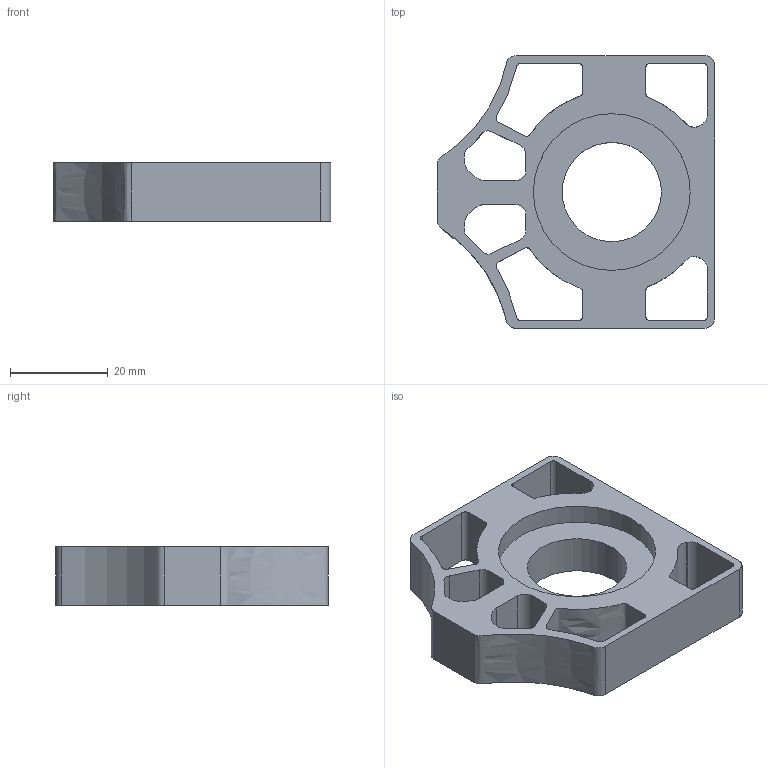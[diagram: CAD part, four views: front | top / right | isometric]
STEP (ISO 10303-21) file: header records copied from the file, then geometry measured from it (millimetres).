
FILE_DESCRIPTION(/* description */ (''),/* implementation_level */ '2;1');
FILE_NAME(/* name */ 'tend-2.step',/* time_stamp */ '2021-11-03T10:53:28+01:00',/* author */ (''),/* organization */ (''),/* preprocessor_version */ 'ST-DEVELOPER v18.1',/* originating_system */ 'Autodesk Translation Framework v9.7.1.1290',/* authorisation */ '');
FILE_SCHEMA (('AUTOMOTIVE_DESIGN { 1 0 10303 214 3 1 1 }'));
Length unit declared in the file: millimetre
Products named in the file (1): Tendeur PC droite
Bounding box: 56.62 x 55.63 x 12 mm (x, y, z)
Volume: 18003.7 mm3; surface area: 9932.5 mm2
Topology: 1 solids, 1 shells, 64 faces, 183 edges, 122 vertices
Faces by surface type: plane 31, bspline 31, cylinder 2
Full cylindrical faces by diameter (mm): 20.25 x1, 32 x1
Entity records: 2502 total; most frequent: CARTESIAN_POINT 977, ORIENTED_EDGE 366, DIRECTION 193, EDGE_CURVE 183, VERTEX_POINT 122, LINE 117, VECTOR 117, EDGE_LOOP 79
